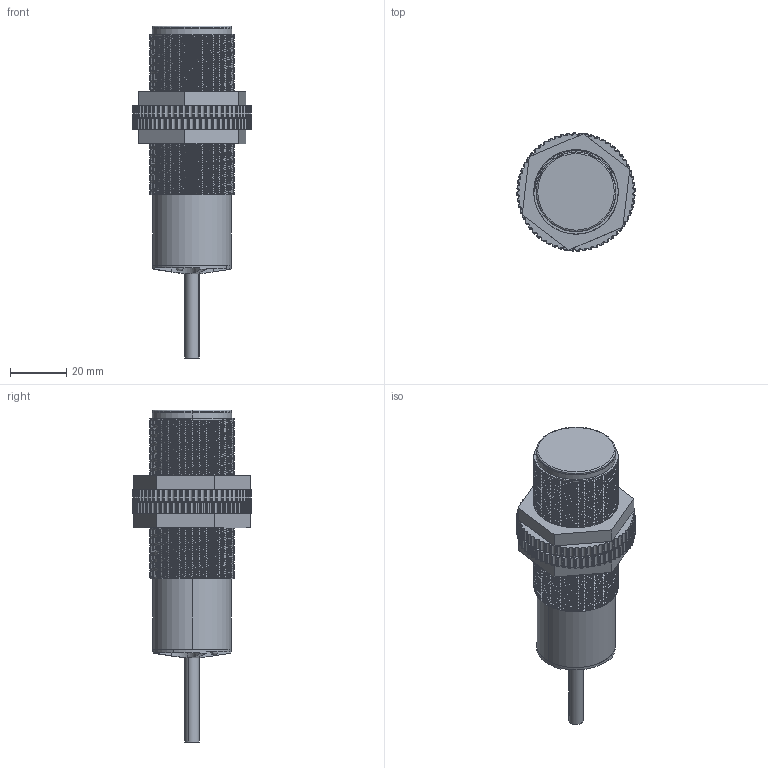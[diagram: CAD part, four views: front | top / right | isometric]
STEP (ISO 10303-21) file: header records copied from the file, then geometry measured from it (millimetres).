
FILE_DESCRIPTION (( 'STEP AP203' ), '1' );
FILE_NAME ('CKF30-20.STEP', '2018-08-02T03:22:46', ( 'XiaZaiMa.COM' ), ( 'Win10NeT.COM' ), 'SwSTEP 2.0', 'SolidWorks 2016', '' );
FILE_SCHEMA (( 'CONFIG_CONTROL_DESIGN' ));
Length unit declared in the file: millimetre
Products named in the file (4): CKF30-20; CKF30翋极; 30蹟譫; 綴裔
Assembly tree (4 placements, depth 2):
  CKF30-20
    CKF30翋极
    綴裔
    30蹟譫  x2
Bounding box: 41.99 x 41.99 x 118 mm (x, y, z)
Volume: 67758.5 mm3; surface area: 22188.7 mm2
Topology: 4 solids, 4 shells, 843 faces, 2449 edges, 1621 vertices
Faces by surface type: cylinder 752, plane 74, bspline 11, torus 4, cone 2
Full cylindrical faces by diameter (mm): 30 x89
Entity records: 29519 total; most frequent: CARTESIAN_POINT 16159, ORIENTED_EDGE 2866, DIRECTION 2823, EDGE_CURVE 1433, AXIS2_PLACEMENT_3D 1157, VERTEX_POINT 949, CIRCLE 660, LINE 509
